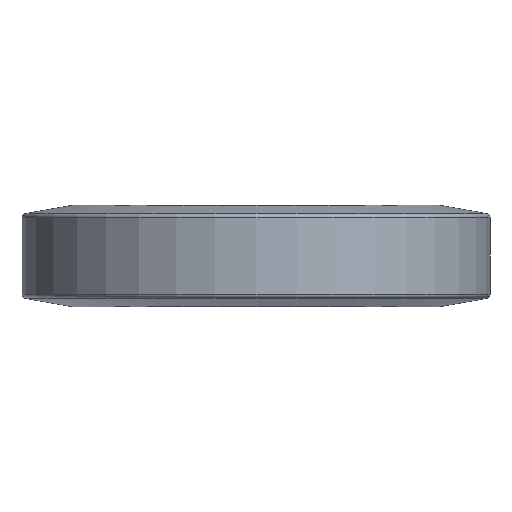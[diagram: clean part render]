
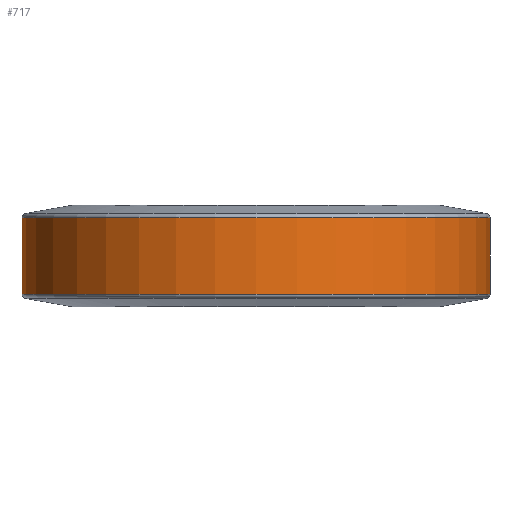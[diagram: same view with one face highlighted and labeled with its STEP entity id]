
A CAD part, front view. The second image highlights one B-rep face of the part: STEP entity #717.
In plain terms, the highlighted cylindrical face has radius 207.5 mm (diameter 415 mm), a partial arc.
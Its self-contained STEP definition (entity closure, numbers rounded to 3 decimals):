
#26 = DIRECTION ( 'NONE',  ( 1., 0., 0. ) ) ;
#39 = CARTESIAN_POINT ( 'NONE',  ( -207.5, 0., 0. ) ) ;
#47 = DIRECTION ( 'NONE',  ( 0., 0., 1. ) ) ;
#54 = AXIS2_PLACEMENT_3D ( 'NONE', #669, #47, #807 ) ;
#60 = ORIENTED_EDGE ( 'NONE', *, *, #440, .T. ) ;
#71 = ORIENTED_EDGE ( 'NONE', *, *, #558, .T. ) ;
#103 = DIRECTION ( 'NONE',  ( 0., 0., 1. ) ) ;
#115 = AXIS2_PLACEMENT_3D ( 'NONE', #490, #422, #173 ) ;
#173 = DIRECTION ( 'NONE',  ( 1., 0., 0. ) ) ;
#217 = ORIENTED_EDGE ( 'NONE', *, *, #275, .F. ) ;
#229 = CARTESIAN_POINT ( 'NONE',  ( 207.5, 0., -33.709 ) ) ;
#247 = AXIS2_PLACEMENT_3D ( 'NONE', #703, #584, #26 ) ;
#275 = EDGE_CURVE ( 'NONE', #316, #339, #358, .T. ) ;
#298 = EDGE_CURVE ( 'NONE', #505, #316, #728, .T. ) ;
#316 = VERTEX_POINT ( 'NONE', #660 ) ;
#339 = VERTEX_POINT ( 'NONE', #408 ) ;
#358 = CIRCLE ( 'NONE', #54, 207.5 ) ;
#393 = EDGE_LOOP ( 'NONE', ( #557, #60, #71, #217 ) ) ;
#408 = CARTESIAN_POINT ( 'NONE',  ( 207.5, 0., 33.709 ) ) ;
#422 = DIRECTION ( 'NONE',  ( 0., 0., 1. ) ) ;
#440 = EDGE_CURVE ( 'NONE', #505, #464, #739, .T. ) ;
#446 = FACE_OUTER_BOUND ( 'NONE', #393, .T. ) ;
#449 = LINE ( 'NONE', #512, #752 ) ;
#454 = CYLINDRICAL_SURFACE ( 'NONE', #247, 207.5 ) ;
#464 = VERTEX_POINT ( 'NONE', #229 ) ;
#490 = CARTESIAN_POINT ( 'NONE',  ( 0., 0., -33.709 ) ) ;
#505 = VERTEX_POINT ( 'NONE', #567 ) ;
#512 = CARTESIAN_POINT ( 'NONE',  ( 207.5, 0., 0. ) ) ;
#557 = ORIENTED_EDGE ( 'NONE', *, *, #298, .F. ) ;
#558 = EDGE_CURVE ( 'NONE', #464, #339, #449, .T. ) ;
#567 = CARTESIAN_POINT ( 'NONE',  ( -207.5, 0., -33.709 ) ) ;
#584 = DIRECTION ( 'NONE',  ( 0., 0., 1. ) ) ;
#660 = CARTESIAN_POINT ( 'NONE',  ( -207.5, 0., 33.709 ) ) ;
#669 = CARTESIAN_POINT ( 'NONE',  ( 0., 0., 33.709 ) ) ;
#703 = CARTESIAN_POINT ( 'NONE',  ( 0., 0., 0. ) ) ;
#717 = ADVANCED_FACE ( 'NONE', ( #446 ), #454, .T. ) ;
#728 = LINE ( 'NONE', #39, #793 ) ;
#739 = CIRCLE ( 'NONE', #115, 207.5 ) ;
#752 = VECTOR ( 'NONE', #754, 1000. ) ;
#754 = DIRECTION ( 'NONE',  ( 0., 0., 1. ) ) ;
#793 = VECTOR ( 'NONE', #103, 1000. ) ;
#807 = DIRECTION ( 'NONE',  ( 1., 0., 0. ) ) ;
